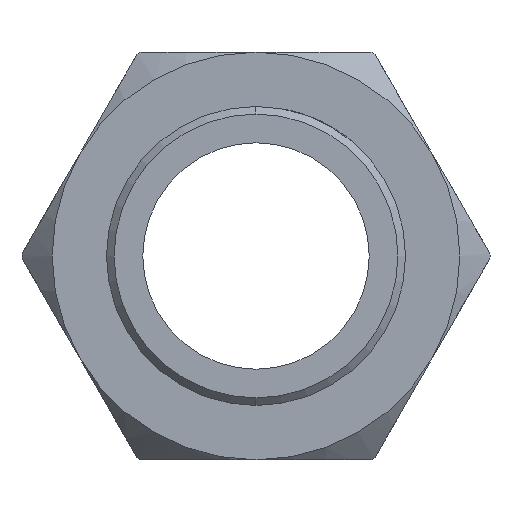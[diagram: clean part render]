
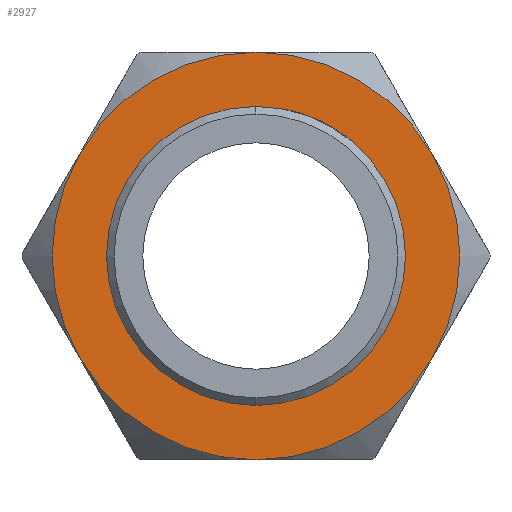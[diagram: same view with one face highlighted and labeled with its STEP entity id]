
A CAD part, left-side view. The second image highlights one B-rep face of the part: STEP entity #2927.
In plain terms, the highlighted planar face has unit normal (-1, 0, 0).
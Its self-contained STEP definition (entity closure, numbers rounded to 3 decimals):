
#34 = ORIENTED_EDGE ( 'NONE', *, *, #371, .T. ) ;
#138 = CARTESIAN_POINT ( 'NONE',  ( 28., 11.691, -6.75 ) ) ;
#193 = ORIENTED_EDGE ( 'NONE', *, *, #5190, .T. ) ;
#195 = DIRECTION ( 'NONE',  ( 0., 0., 1. ) ) ;
#206 = CARTESIAN_POINT ( 'NONE',  ( 28., 0., 13.5 ) ) ;
#223 = CARTESIAN_POINT ( 'NONE',  ( 28., 0., -9.9 ) ) ;
#262 = CARTESIAN_POINT ( 'NONE',  ( 28., -11.691, 6.75 ) ) ;
#285 = AXIS2_PLACEMENT_3D ( 'NONE', #1640, #3285, #4956 ) ;
#371 = EDGE_CURVE ( 'NONE', #1874, #441, #3248, .T. ) ;
#441 = VERTEX_POINT ( 'NONE', #206 ) ;
#493 = VERTEX_POINT ( 'NONE', #3035 ) ;
#538 = AXIS2_PLACEMENT_3D ( 'NONE', #2669, #656, #2693 ) ;
#598 = FACE_BOUND ( 'NONE', #1375, .T. ) ;
#656 = DIRECTION ( 'NONE',  ( -1., 0., 0. ) ) ;
#793 = DIRECTION ( 'NONE',  ( 0., 0., 1. ) ) ;
#960 = VERTEX_POINT ( 'NONE', #223 ) ;
#1233 = ORIENTED_EDGE ( 'NONE', *, *, #1401, .T. ) ;
#1375 = EDGE_LOOP ( 'NONE', ( #2657, #4831 ) ) ;
#1401 = EDGE_CURVE ( 'NONE', #2144, #1874, #2888, .T. ) ;
#1443 = CARTESIAN_POINT ( 'NONE',  ( 28., 11.691, 6.75 ) ) ;
#1447 = DIRECTION ( 'NONE',  ( 0., 0., -1. ) ) ;
#1607 = AXIS2_PLACEMENT_3D ( 'NONE', #5196, #2758, #195 ) ;
#1620 = CARTESIAN_POINT ( 'NONE',  ( 28., 0., 0. ) ) ;
#1627 = CARTESIAN_POINT ( 'NONE',  ( 28., -11.691, -6.75 ) ) ;
#1632 = VERTEX_POINT ( 'NONE', #2957 ) ;
#1640 = CARTESIAN_POINT ( 'NONE',  ( 28., 0., 0. ) ) ;
#1668 = DIRECTION ( 'NONE',  ( 0., 0., 1. ) ) ;
#1866 = EDGE_CURVE ( 'NONE', #4719, #5234, #2627, .T. ) ;
#1873 = CIRCLE ( 'NONE', #1960, 9.9 ) ;
#1874 = VERTEX_POINT ( 'NONE', #262 ) ;
#1960 = AXIS2_PLACEMENT_3D ( 'NONE', #4121, #4940, #793 ) ;
#2017 = CARTESIAN_POINT ( 'NONE',  ( 28., 0., 0. ) ) ;
#2144 = VERTEX_POINT ( 'NONE', #1627 ) ;
#2263 = CARTESIAN_POINT ( 'NONE',  ( 28., 0., 0. ) ) ;
#2304 = ORIENTED_EDGE ( 'NONE', *, *, #3048, .T. ) ;
#2443 = EDGE_CURVE ( 'NONE', #5234, #1632, #3772, .T. ) ;
#2511 = DIRECTION ( 'NONE',  ( 0., 0., 1. ) ) ;
#2535 = DIRECTION ( 'NONE',  ( 0., 0., 1. ) ) ;
#2627 = CIRCLE ( 'NONE', #3680, 13.5 ) ;
#2657 = ORIENTED_EDGE ( 'NONE', *, *, #4005, .F. ) ;
#2669 = CARTESIAN_POINT ( 'NONE',  ( 28., 0., 0. ) ) ;
#2693 = DIRECTION ( 'NONE',  ( 0., 0., 1. ) ) ;
#2715 = CIRCLE ( 'NONE', #5166, 13.5 ) ;
#2758 = DIRECTION ( 'NONE',  ( -1., 0., 0. ) ) ;
#2830 = DIRECTION ( 'NONE',  ( 0., 0., 1. ) ) ;
#2888 = CIRCLE ( 'NONE', #538, 13.5 ) ;
#2892 = AXIS2_PLACEMENT_3D ( 'NONE', #2263, #3515, #1447 ) ;
#2927 = ADVANCED_FACE ( 'NONE', ( #598, #5126 ), #4710, .F. ) ;
#2957 = CARTESIAN_POINT ( 'NONE',  ( 28., 0., -13.5 ) ) ;
#3035 = CARTESIAN_POINT ( 'NONE',  ( 28., 0., 9.9 ) ) ;
#3048 = EDGE_CURVE ( 'NONE', #441, #4719, #2715, .T. ) ;
#3248 = CIRCLE ( 'NONE', #285, 13.5 ) ;
#3285 = DIRECTION ( 'NONE',  ( -1., 0., 0. ) ) ;
#3515 = DIRECTION ( 'NONE',  ( 1., 0., 0. ) ) ;
#3646 = DIRECTION ( 'NONE',  ( -1., 0., 0. ) ) ;
#3680 = AXIS2_PLACEMENT_3D ( 'NONE', #4004, #4436, #2511 ) ;
#3685 = ORIENTED_EDGE ( 'NONE', *, *, #1866, .T. ) ;
#3772 = CIRCLE ( 'NONE', #3859, 13.5 ) ;
#3859 = AXIS2_PLACEMENT_3D ( 'NONE', #1620, #4147, #1668 ) ;
#3950 = CIRCLE ( 'NONE', #1607, 9.9 ) ;
#4004 = CARTESIAN_POINT ( 'NONE',  ( 28., 0., 0. ) ) ;
#4005 = EDGE_CURVE ( 'NONE', #493, #960, #3950, .T. ) ;
#4121 = CARTESIAN_POINT ( 'NONE',  ( 28., 0., 0. ) ) ;
#4147 = DIRECTION ( 'NONE',  ( -1., 0., 0. ) ) ;
#4211 = CIRCLE ( 'NONE', #4471, 13.5 ) ;
#4436 = DIRECTION ( 'NONE',  ( -1., 0., 0. ) ) ;
#4471 = AXIS2_PLACEMENT_3D ( 'NONE', #2017, #3646, #2535 ) ;
#4495 = ORIENTED_EDGE ( 'NONE', *, *, #2443, .T. ) ;
#4520 = DIRECTION ( 'NONE',  ( -1., 0., 0. ) ) ;
#4644 = EDGE_CURVE ( 'NONE', #960, #493, #1873, .T. ) ;
#4662 = EDGE_LOOP ( 'NONE', ( #4495, #193, #1233, #34, #2304, #3685 ) ) ;
#4710 = PLANE ( 'NONE',  #2892 ) ;
#4719 = VERTEX_POINT ( 'NONE', #1443 ) ;
#4831 = ORIENTED_EDGE ( 'NONE', *, *, #4644, .F. ) ;
#4940 = DIRECTION ( 'NONE',  ( -1., 0., 0. ) ) ;
#4956 = DIRECTION ( 'NONE',  ( 0., 0., 1. ) ) ;
#5126 = FACE_OUTER_BOUND ( 'NONE', #4662, .T. ) ;
#5166 = AXIS2_PLACEMENT_3D ( 'NONE', #5402, #4520, #2830 ) ;
#5190 = EDGE_CURVE ( 'NONE', #1632, #2144, #4211, .T. ) ;
#5196 = CARTESIAN_POINT ( 'NONE',  ( 28., 0., 0. ) ) ;
#5234 = VERTEX_POINT ( 'NONE', #138 ) ;
#5402 = CARTESIAN_POINT ( 'NONE',  ( 28., 0., 0. ) ) ;
